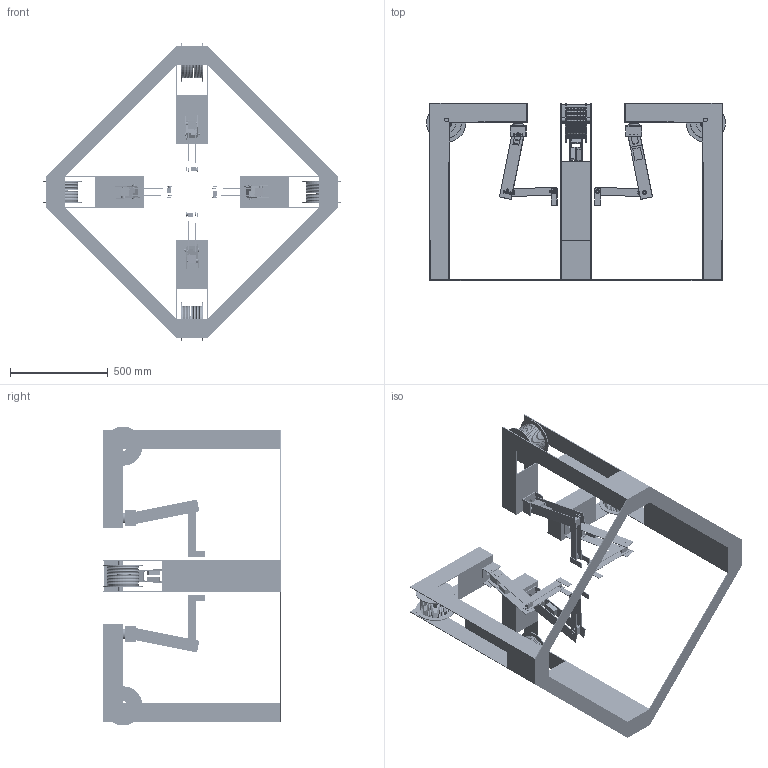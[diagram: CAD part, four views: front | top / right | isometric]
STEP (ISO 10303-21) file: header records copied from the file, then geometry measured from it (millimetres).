
FILE_DESCRIPTION((''),'2;1');
FILE_NAME('full_instalation.stp','2014-10-20T20:30:18',('Masta'),(''),'Autodesk Inventor 2013','Autodesk Inventor 2013','');
FILE_SCHEMA(('AUTOMOTIVE_DESIGN { 1 0 10303 214 1 1 1 1 }'));
Length unit declared in the file: millimetre
Products named in the file (35): full_instalation; one_unit; stand; stand_plate1; stand_plate3; stand_plate4; base_plate; Bearing 6006 ZZ - 30x55x13mm; Thrust Bearing 51106 - 30x47x11mm; pin; stand_plate2; leg; arm; segment1; segment1a; servo 33kg TGY-S8166M; servo arm BMS-630MG tripple; segment1b; segment1c; Bearing 699ZZ - 9x20x6mm; segment2; servo 13kg BMS-630MG; segment2a; serwo 2.8kg DS939HV; segment2b; segment0; servo arm TGY-S8166M double; segment0a; segment0b; segment3; servo arm DS939HV round; segment3a; elektronika; filament; roll
Assembly tree (42 placements, depth 5):
  full_instalation
    one_unit  x4
      stand
        stand_plate1  x2
        stand_plate3
        stand_plate4
        base_plate
        Bearing 6006 ZZ - 30x55x13mm
        Thrust Bearing 51106 - 30x47x11mm
        pin
        stand_plate2
        leg
      arm
        segment1
          segment1a
          servo 33kg TGY-S8166M
          servo arm BMS-630MG tripple
          segment1b
          segment1c
          Bearing 699ZZ - 9x20x6mm
        segment2
          servo 13kg BMS-630MG
          segment2a
          serwo 2.8kg DS939HV
          Bearing 699ZZ - 9x20x6mm  x2
          segment2b
        segment0
          servo arm TGY-S8166M double
          segment0a  x2
          segment0b
        segment3
          servo arm DS939HV round
          segment3a  x2
        elektronika
      filament
      roll
Bounding box: 1525.81 x 905.16 x 1525.81 mm (x, y, z)
Volume: 18925692.8 mm3; surface area: 9512479.4 mm2
Topology: 260 solids, 260 shells, 4536 faces, 11308 edges, 7604 vertices
Faces by surface type: plane 2364, bspline 1052, cylinder 836, torus 272, cone 12
Full cylindrical faces by diameter (mm): 1 x24, 1.5 x48, 2 x140, 2.459 x12, 2.5 x36, 3 x96, 4.8 x4, 5 x8, 5.5 x4, 6 x8, 6.3 x4, 7 x16, 8.5 x4, 9 x12, 10.5 x8, 12 x28, 14 x4, 15 x4, 17 x24, 20 x28, 28 x4, 30 x12, 31 x4, 36 x8, 40 x4, 46 x4, 47 x8, 49 x8, 50 x4, 55 x4
Entity records: 34266 total; most frequent: CARTESIAN_POINT 9478, ORIENTED_EDGE 4772, DIRECTION 4139, EDGE_CURVE 2386, VERTEX_POINT 1725, EDGE_LOOP 1635, AXIS2_PLACEMENT_3D 1383, VECTOR 1373
